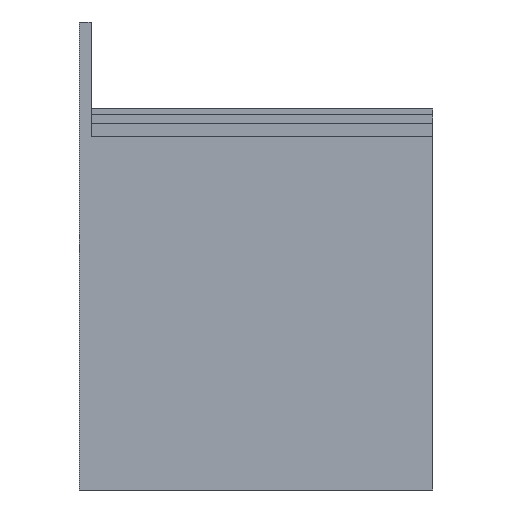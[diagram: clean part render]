
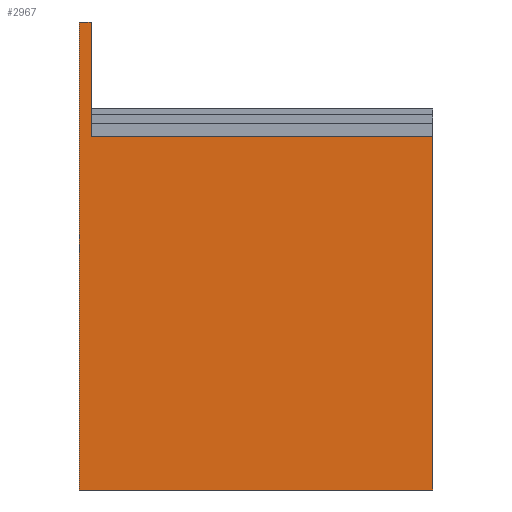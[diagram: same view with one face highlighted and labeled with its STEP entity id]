
A CAD part, left-side view. The second image highlights one B-rep face of the part: STEP entity #2967.
In plain terms, the highlighted planar face has unit normal (-1, 0, 0).
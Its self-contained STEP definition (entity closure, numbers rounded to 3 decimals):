
#2952=AXIS2_PLACEMENT_3D('Plane Axis2P3D',#2949,#2950,#2951) ;
#201=CARTESIAN_POINT('Vertex',(-52.5,58.,-55.5)) ;
#204=CARTESIAN_POINT('Line Origine',(-52.5,58.,-65.25)) ;
#208=CARTESIAN_POINT('Vertex',(-52.5,58.,-75.)) ;
#1531=CARTESIAN_POINT('Vertex',(-52.5,60.,-55.5)) ;
#1534=CARTESIAN_POINT('Line Origine',(-52.5,59.,-55.5)) ;
#1546=CARTESIAN_POINT('Line Origine',(-52.5,29.,-75.)) ;
#1550=CARTESIAN_POINT('Vertex',(-52.5,0.,-75.)) ;
#1676=CARTESIAN_POINT('Vertex',(-52.5,60.,-135.)) ;
#1679=CARTESIAN_POINT('Line Origine',(-52.5,60.,-95.25)) ;
#2815=CARTESIAN_POINT('Line Origine',(-52.5,0.,-105.)) ;
#2819=CARTESIAN_POINT('Vertex',(-52.5,0.,-135.)) ;
#2949=CARTESIAN_POINT('Axis2P3D Location',(-52.5,0.,0.)) ;
#2954=CARTESIAN_POINT('Line Origine',(-52.5,30.,-135.)) ;
#205=DIRECTION('Vector Direction',(0.,0.,-1.)) ;
#1535=DIRECTION('Vector Direction',(0.,-1.,0.)) ;
#1547=DIRECTION('Vector Direction',(0.,-1.,0.)) ;
#1680=DIRECTION('Vector Direction',(0.,0.,1.)) ;
#2816=DIRECTION('Vector Direction',(0.,0.,-1.)) ;
#2950=DIRECTION('Axis2P3D Direction',(-1.,0.,0.)) ;
#2951=DIRECTION('Axis2P3D XDirection',(0.,1.,0.)) ;
#2955=DIRECTION('Vector Direction',(0.,1.,0.)) ;
#206=VECTOR('Line Direction',#205,1.) ;
#1536=VECTOR('Line Direction',#1535,1.) ;
#1548=VECTOR('Line Direction',#1547,1.) ;
#1681=VECTOR('Line Direction',#1680,1.) ;
#2817=VECTOR('Line Direction',#2816,1.) ;
#2956=VECTOR('Line Direction',#2955,1.) ;
#2960=ORIENTED_EDGE('',*,*,#2821,.T.) ;
#2961=ORIENTED_EDGE('',*,*,#1552,.T.) ;
#2962=ORIENTED_EDGE('',*,*,#210,.T.) ;
#2963=ORIENTED_EDGE('',*,*,#1538,.T.) ;
#2964=ORIENTED_EDGE('',*,*,#1683,.T.) ;
#2965=ORIENTED_EDGE('',*,*,#2958,.T.) ;
#2967=ADVANCED_FACE('Copriterminale alto HTC inferiore',(#2966),#2953,.T.) ;
#210=EDGE_CURVE('',#209,#202,#207,.F.) ;
#1538=EDGE_CURVE('',#202,#1532,#1537,.F.) ;
#1552=EDGE_CURVE('',#1551,#209,#1549,.F.) ;
#1683=EDGE_CURVE('',#1532,#1677,#1682,.F.) ;
#2821=EDGE_CURVE('',#2820,#1551,#2818,.F.) ;
#2958=EDGE_CURVE('',#1677,#2820,#2957,.F.) ;
#2959=EDGE_LOOP('',(#2960,#2961,#2962,#2963,#2964,#2965)) ;
#2966=FACE_OUTER_BOUND('',#2959,.T.) ;
#207=LINE('Line',#204,#206) ;
#1537=LINE('Line',#1534,#1536) ;
#1549=LINE('Line',#1546,#1548) ;
#1682=LINE('Line',#1679,#1681) ;
#2818=LINE('Line',#2815,#2817) ;
#2957=LINE('Line',#2954,#2956) ;
#2953=PLANE('',#2952) ;
#202=VERTEX_POINT('',#201) ;
#209=VERTEX_POINT('',#208) ;
#1532=VERTEX_POINT('',#1531) ;
#1551=VERTEX_POINT('',#1550) ;
#1677=VERTEX_POINT('',#1676) ;
#2820=VERTEX_POINT('',#2819) ;
